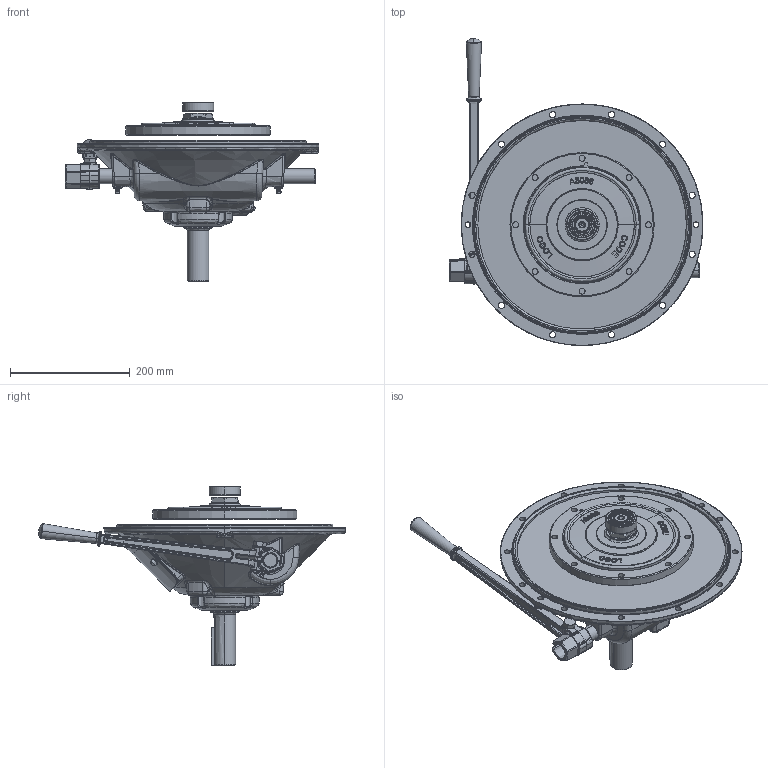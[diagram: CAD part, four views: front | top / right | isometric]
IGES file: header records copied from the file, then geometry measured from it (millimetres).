
Start section: SolidWorks IGES file using analytic representation for surfaces
Global section: file name: CX107P401.IGS; native system: SolidWorks 2010; preprocessor: SolidWorks 2010; author: josephl; date: 150122.103353; units: millimetre
Bounding box: 424.19 x 513.38 x 300.04 mm (x, y, z)
Surface area: 667859.4 mm2 (no closed solid volume)
Topology: 0 solids, 0 shells, 1369 faces, 23545 edges, 23501 vertices
Faces by surface type: bspline 940, revolution 429
